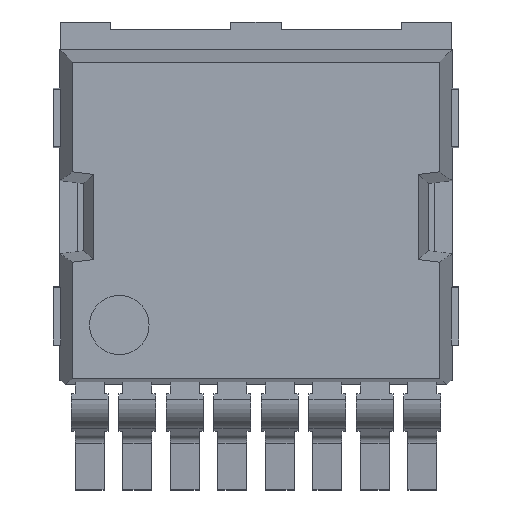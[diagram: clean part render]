
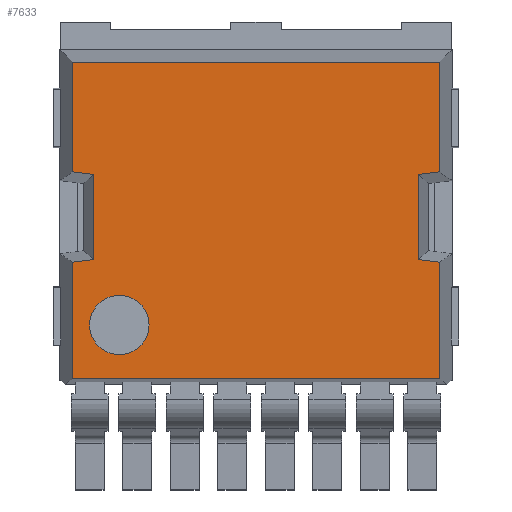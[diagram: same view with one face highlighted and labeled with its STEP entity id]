
A CAD part, top view. The second image highlights one B-rep face of the part: STEP entity #7633.
In plain terms, the highlighted planar face has unit normal (0, 0, 1).
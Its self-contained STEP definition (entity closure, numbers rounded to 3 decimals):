
#32 = EDGE_CURVE ( 'NONE', #5531, #4418, #5931, .T. ) ;
#160 = VERTEX_POINT ( 'NONE', #1920 ) ;
#466 = EDGE_CURVE ( 'NONE', #160, #10215, #8824, .T. ) ;
#694 = DIRECTION ( 'NONE',  ( 0., -1., 0. ) ) ;
#836 = VECTOR ( 'NONE', #10369, 1000. ) ;
#948 = CARTESIAN_POINT ( 'NONE',  ( -4.95, 3.908, 2.4 ) ) ;
#964 = VERTEX_POINT ( 'NONE', #1574 ) ;
#974 = EDGE_CURVE ( 'NONE', #7228, #8015, #10079, .T. ) ;
#1171 = VERTEX_POINT ( 'NONE', #3653 ) ;
#1421 = EDGE_LOOP ( 'NONE', ( #2017, #10252 ) ) ;
#1422 = DIRECTION ( 'NONE',  ( 0.992, -0.124, 0. ) ) ;
#1466 = CARTESIAN_POINT ( 'NONE',  ( 4.633, -4.084, 2.4 ) ) ;
#1506 = CARTESIAN_POINT ( 'NONE',  ( 4.633, 3.908, 2.4 ) ) ;
#1574 = CARTESIAN_POINT ( 'NONE',  ( 4.633, 1.14, 2.4 ) ) ;
#1687 = DIRECTION ( 'NONE',  ( 0., 1., 0. ) ) ;
#1920 = CARTESIAN_POINT ( 'NONE',  ( -4.633, -4.084, 2.4 ) ) ;
#2017 = ORIENTED_EDGE ( 'NONE', *, *, #7749, .T. ) ;
#2030 = VERTEX_POINT ( 'NONE', #9254 ) ;
#2184 = CARTESIAN_POINT ( 'NONE',  ( 4.633, -1.14, 2.4 ) ) ;
#2206 = CARTESIAN_POINT ( 'NONE',  ( 4.097, 1.073, 2.4 ) ) ;
#2236 = ORIENTED_EDGE ( 'NONE', *, *, #466, .T. ) ;
#2327 = DIRECTION ( 'NONE',  ( 1., 0., 0. ) ) ;
#2530 = VECTOR ( 'NONE', #9957, 1000. ) ;
#2649 = VECTOR ( 'NONE', #9680, 1000. ) ;
#2674 = EDGE_CURVE ( 'NONE', #8015, #160, #3755, .T. ) ;
#2801 = DIRECTION ( 'NONE',  ( 0., 0., -1. ) ) ;
#2826 = EDGE_CURVE ( 'NONE', #3209, #7228, #4708, .T. ) ;
#2915 = EDGE_LOOP ( 'NONE', ( #9363, #9695, #6044, #9293, #8390, #10504, #7667, #3174, #11321, #6246, #4841, #2236 ) ) ;
#2958 = DIRECTION ( 'NONE',  ( 0., -1., 0. ) ) ;
#2968 = CIRCLE ( 'NONE', #9687, 0.75 ) ;
#2989 = CARTESIAN_POINT ( 'NONE',  ( -2.7, -2.725, 2.4 ) ) ;
#3053 = VERTEX_POINT ( 'NONE', #3887 ) ;
#3169 = CARTESIAN_POINT ( 'NONE',  ( -4.097, -1.073, 2.4 ) ) ;
#3174 = ORIENTED_EDGE ( 'NONE', *, *, #3707, .T. ) ;
#3209 = VERTEX_POINT ( 'NONE', #3994 ) ;
#3265 = DIRECTION ( 'NONE',  ( -1., 0., 0. ) ) ;
#3300 = EDGE_CURVE ( 'NONE', #3053, #7026, #4937, .T. ) ;
#3349 = VECTOR ( 'NONE', #694, 1000. ) ;
#3381 = EDGE_CURVE ( 'NONE', #5984, #964, #5777, .T. ) ;
#3395 = LINE ( 'NONE', #5456, #4895 ) ;
#3523 = AXIS2_PLACEMENT_3D ( 'NONE', #8621, #9768, #3265 ) ;
#3653 = CARTESIAN_POINT ( 'NONE',  ( -4.633, 1.14, 2.4 ) ) ;
#3665 = FACE_OUTER_BOUND ( 'NONE', #2915, .T. ) ;
#3707 = EDGE_CURVE ( 'NONE', #1171, #3209, #7145, .T. ) ;
#3755 = LINE ( 'NONE', #10889, #3349 ) ;
#3887 = CARTESIAN_POINT ( 'NONE',  ( -4.2, -2.725, 2.4 ) ) ;
#3994 = CARTESIAN_POINT ( 'NONE',  ( -4.097, 1.073, 2.4 ) ) ;
#4137 = CARTESIAN_POINT ( 'NONE',  ( 0., -4.084, 2.4 ) ) ;
#4167 = LINE ( 'NONE', #10843, #9177 ) ;
#4323 = CARTESIAN_POINT ( 'NONE',  ( 4.097, -1.073, 2.4 ) ) ;
#4418 = VERTEX_POINT ( 'NONE', #4323 ) ;
#4541 = EDGE_CURVE ( 'NONE', #4418, #5984, #9503, .T. ) ;
#4660 = EDGE_CURVE ( 'NONE', #10215, #5531, #3395, .T. ) ;
#4708 = LINE ( 'NONE', #8769, #2649 ) ;
#4782 = VECTOR ( 'NONE', #1422, 1000. ) ;
#4841 = ORIENTED_EDGE ( 'NONE', *, *, #2674, .T. ) ;
#4890 = CARTESIAN_POINT ( 'NONE',  ( 0.069, 0.553, 2.4 ) ) ;
#4895 = VECTOR ( 'NONE', #8012, 1000. ) ;
#4937 = CIRCLE ( 'NONE', #10099, 0.75 ) ;
#5089 = VECTOR ( 'NONE', #8698, 1000. ) ;
#5134 = CARTESIAN_POINT ( 'NONE',  ( 4.601, 1.136, 2.4 ) ) ;
#5382 = EDGE_CURVE ( 'NONE', #2030, #1171, #4167, .T. ) ;
#5456 = CARTESIAN_POINT ( 'NONE',  ( 4.633, 4.225, 2.4 ) ) ;
#5531 = VERTEX_POINT ( 'NONE', #2184 ) ;
#5777 = LINE ( 'NONE', #5134, #5089 ) ;
#5931 = LINE ( 'NONE', #7687, #836 ) ;
#5984 = VERTEX_POINT ( 'NONE', #2206 ) ;
#5996 = CARTESIAN_POINT ( 'NONE',  ( -4.633, -1.14, 2.4 ) ) ;
#6009 = DIRECTION ( 'NONE',  ( -0.992, -0.124, 0. ) ) ;
#6044 = ORIENTED_EDGE ( 'NONE', *, *, #4541, .T. ) ;
#6212 = VERTEX_POINT ( 'NONE', #1506 ) ;
#6246 = ORIENTED_EDGE ( 'NONE', *, *, #974, .T. ) ;
#6304 = CARTESIAN_POINT ( 'NONE',  ( -3.45, -2.725, 2.4 ) ) ;
#6533 = VECTOR ( 'NONE', #9847, 1000. ) ;
#7026 = VERTEX_POINT ( 'NONE', #2989 ) ;
#7080 = CARTESIAN_POINT ( 'NONE',  ( 4.097, 0.85, 2.4 ) ) ;
#7122 = VECTOR ( 'NONE', #1687, 1000. ) ;
#7145 = LINE ( 'NONE', #4890, #4782 ) ;
#7228 = VERTEX_POINT ( 'NONE', #3169 ) ;
#7543 = CARTESIAN_POINT ( 'NONE',  ( -3.45, -2.725, 2.4 ) ) ;
#7585 = DIRECTION ( 'NONE',  ( 0., 0., -1. ) ) ;
#7633 = ADVANCED_FACE ( 'NONE', ( #10050, #3665 ), #8344, .F. ) ;
#7667 = ORIENTED_EDGE ( 'NONE', *, *, #5382, .T. ) ;
#7687 = CARTESIAN_POINT ( 'NONE',  ( 4.319, -1.101, 2.4 ) ) ;
#7749 = EDGE_CURVE ( 'NONE', #7026, #3053, #2968, .T. ) ;
#7833 = CARTESIAN_POINT ( 'NONE',  ( 0.069, -0.553, 2.4 ) ) ;
#8012 = DIRECTION ( 'NONE',  ( 0., 1., 0. ) ) ;
#8015 = VERTEX_POINT ( 'NONE', #5996 ) ;
#8219 = EDGE_CURVE ( 'NONE', #6212, #2030, #8917, .T. ) ;
#8283 = EDGE_CURVE ( 'NONE', #964, #6212, #8465, .T. ) ;
#8344 = PLANE ( 'NONE',  #3523 ) ;
#8390 = ORIENTED_EDGE ( 'NONE', *, *, #8283, .T. ) ;
#8465 = LINE ( 'NONE', #9027, #2530 ) ;
#8621 = CARTESIAN_POINT ( 'NONE',  ( 0., 0., 2.4 ) ) ;
#8698 = DIRECTION ( 'NONE',  ( 0.992, 0.124, 0. ) ) ;
#8769 = CARTESIAN_POINT ( 'NONE',  ( -4.097, 0., 2.4 ) ) ;
#8824 = LINE ( 'NONE', #4137, #11299 ) ;
#8917 = LINE ( 'NONE', #948, #6533 ) ;
#9002 = DIRECTION ( 'NONE',  ( -1., 0., 0. ) ) ;
#9027 = CARTESIAN_POINT ( 'NONE',  ( 4.633, 4.225, 2.4 ) ) ;
#9177 = VECTOR ( 'NONE', #2958, 1000. ) ;
#9254 = CARTESIAN_POINT ( 'NONE',  ( -4.633, 3.908, 2.4 ) ) ;
#9293 = ORIENTED_EDGE ( 'NONE', *, *, #3381, .T. ) ;
#9363 = ORIENTED_EDGE ( 'NONE', *, *, #4660, .T. ) ;
#9414 = DIRECTION ( 'NONE',  ( -1., 0., 0. ) ) ;
#9503 = LINE ( 'NONE', #7080, #7122 ) ;
#9680 = DIRECTION ( 'NONE',  ( 0., -1., 0. ) ) ;
#9687 = AXIS2_PLACEMENT_3D ( 'NONE', #6304, #2801, #9002 ) ;
#9695 = ORIENTED_EDGE ( 'NONE', *, *, #32, .T. ) ;
#9768 = DIRECTION ( 'NONE',  ( 0., 0., -1. ) ) ;
#9847 = DIRECTION ( 'NONE',  ( -1., 0., 0. ) ) ;
#9957 = DIRECTION ( 'NONE',  ( 0., 1., 0. ) ) ;
#10050 = FACE_BOUND ( 'NONE', #1421, .T. ) ;
#10079 = LINE ( 'NONE', #7833, #10209 ) ;
#10099 = AXIS2_PLACEMENT_3D ( 'NONE', #7543, #7585, #9414 ) ;
#10209 = VECTOR ( 'NONE', #6009, 1000. ) ;
#10215 = VERTEX_POINT ( 'NONE', #1466 ) ;
#10252 = ORIENTED_EDGE ( 'NONE', *, *, #3300, .T. ) ;
#10369 = DIRECTION ( 'NONE',  ( -0.992, 0.124, 0. ) ) ;
#10504 = ORIENTED_EDGE ( 'NONE', *, *, #8219, .T. ) ;
#10843 = CARTESIAN_POINT ( 'NONE',  ( -4.633, 0., 2.4 ) ) ;
#10889 = CARTESIAN_POINT ( 'NONE',  ( -4.633, 0., 2.4 ) ) ;
#11299 = VECTOR ( 'NONE', #2327, 1000. ) ;
#11321 = ORIENTED_EDGE ( 'NONE', *, *, #2826, .T. ) ;
